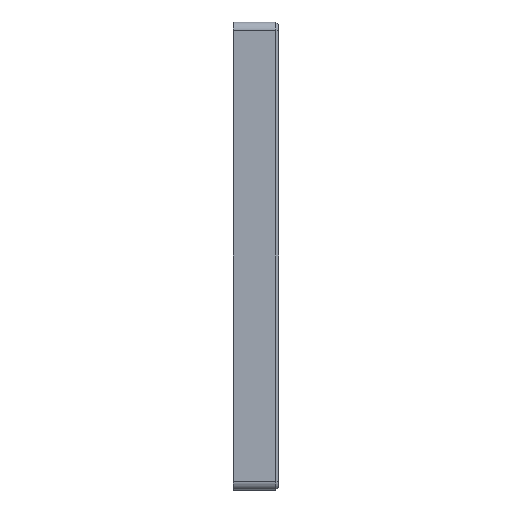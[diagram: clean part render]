
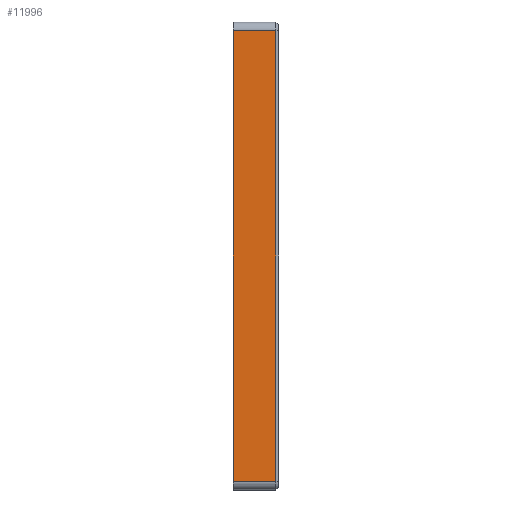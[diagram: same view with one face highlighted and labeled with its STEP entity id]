
A CAD part, left-side view. The second image highlights one B-rep face of the part: STEP entity #11996.
In plain terms, the highlighted planar face has unit normal (-1, 0, 0).
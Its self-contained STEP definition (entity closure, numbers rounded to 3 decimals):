
#1252=FACE_OUTER_BOUND('',#2012,.T.);
#2012=EDGE_LOOP('',(#10523,#10524,#10525,#10526));
#2774=LINE('',#17503,#4098);
#2781=LINE('',#17525,#4105);
#3126=LINE('',#18912,#4450);
#3357=LINE('',#19757,#4681);
#4098=VECTOR('',#13867,10.);
#4105=VECTOR('',#13892,10.);
#4450=VECTOR('',#14731,10.);
#4681=VECTOR('',#15356,10.);
#5325=VERTEX_POINT('',#17495);
#5327=VERTEX_POINT('',#17501);
#5333=VERTEX_POINT('',#17523);
#5783=VERTEX_POINT('',#18910);
#6635=EDGE_CURVE('',#5327,#5325,#2774,.T.);
#6647=EDGE_CURVE('',#5333,#5327,#2781,.T.);
#7204=EDGE_CURVE('',#5783,#5333,#3126,.T.);
#7485=EDGE_CURVE('',#5325,#5783,#3357,.T.);
#10523=ORIENTED_EDGE('',*,*,#6635,.F.);
#10524=ORIENTED_EDGE('',*,*,#6647,.F.);
#10525=ORIENTED_EDGE('',*,*,#7204,.F.);
#10526=ORIENTED_EDGE('',*,*,#7485,.F.);
#11439=PLANE('',#12798);
#11996=ADVANCED_FACE('',(#1252),#11439,.T.);
#12798=AXIS2_PLACEMENT_3D('',#19756,#15354,#15355);
#13867=DIRECTION('',(0.,0.,-1.));
#13892=DIRECTION('',(0.,-1.,0.));
#14731=DIRECTION('',(0.,0.,1.));
#15354=DIRECTION('center_axis',(-1.,0.,0.));
#15355=DIRECTION('ref_axis',(0.,0.,1.));
#15356=DIRECTION('',(0.,1.,0.));
#17495=CARTESIAN_POINT('',(-119.5,1.,-78.));
#17501=CARTESIAN_POINT('',(-119.5,1.,80.));
#17503=CARTESIAN_POINT('',(-119.5,1.,-40.));
#17523=CARTESIAN_POINT('',(-119.5,16.,80.));
#17525=CARTESIAN_POINT('',(-119.5,0.,80.));
#18910=CARTESIAN_POINT('',(-119.5,16.,-78.));
#18912=CARTESIAN_POINT('',(-119.5,16.,-81.));
#19756=CARTESIAN_POINT('Origin',(-119.5,0.,-81.));
#19757=CARTESIAN_POINT('',(-119.5,0.,-78.));
